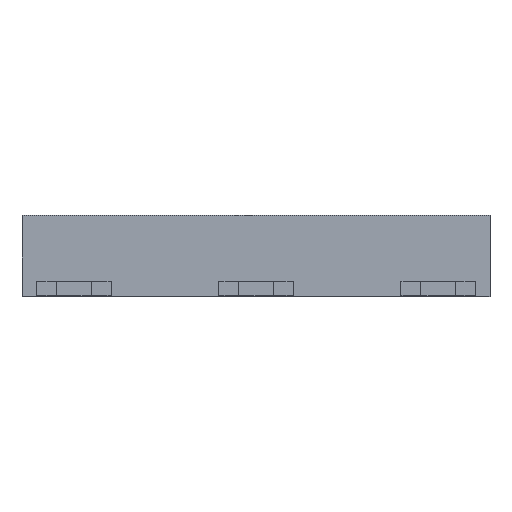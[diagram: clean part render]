
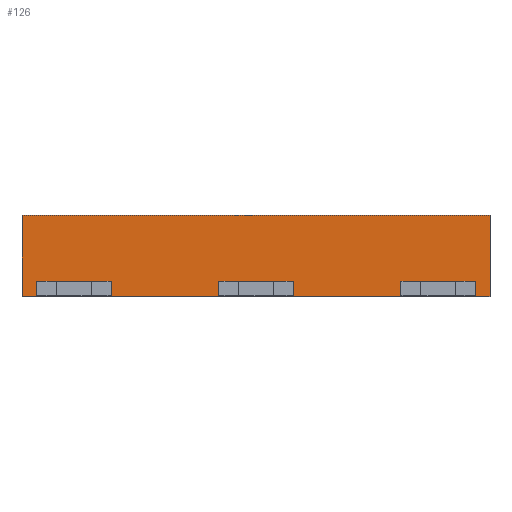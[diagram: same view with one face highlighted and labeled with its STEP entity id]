
A CAD part, top view. The second image highlights one B-rep face of the part: STEP entity #126.
In plain terms, the highlighted planar face has unit normal (0, 0, 1).
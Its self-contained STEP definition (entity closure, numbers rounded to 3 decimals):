
#106=AXIS2_PLACEMENT_3D('Plane Axis2P3D',#103,#104,#105) ;
#43=CARTESIAN_POINT('Vertex',(0.,0.,4.)) ;
#46=CARTESIAN_POINT('Line Origine',(0.,7.,4.)) ;
#50=CARTESIAN_POINT('Vertex',(0.,14.,4.)) ;
#88=CARTESIAN_POINT('Vertex',(80.89,0.,4.)) ;
#91=CARTESIAN_POINT('Line Origine',(40.445,0.,4.)) ;
#103=CARTESIAN_POINT('Axis2P3D Location',(80.89,14.,4.)) ;
#108=CARTESIAN_POINT('Line Origine',(80.89,7.,4.)) ;
#112=CARTESIAN_POINT('Vertex',(80.89,14.,4.)) ;
#115=CARTESIAN_POINT('Line Origine',(40.445,14.,4.)) ;
#47=DIRECTION('Vector Direction',(0.,-1.,0.)) ;
#92=DIRECTION('Vector Direction',(-1.,0.,0.)) ;
#104=DIRECTION('Axis2P3D Direction',(0.,0.,1.)) ;
#105=DIRECTION('Axis2P3D XDirection',(-1.,0.,0.)) ;
#109=DIRECTION('Vector Direction',(0.,-1.,0.)) ;
#116=DIRECTION('Vector Direction',(-1.,0.,0.)) ;
#48=VECTOR('Line Direction',#47,1.) ;
#93=VECTOR('Line Direction',#92,1.) ;
#110=VECTOR('Line Direction',#109,1.) ;
#117=VECTOR('Line Direction',#116,1.) ;
#121=ORIENTED_EDGE('',*,*,#95,.T.) ;
#122=ORIENTED_EDGE('',*,*,#114,.F.) ;
#123=ORIENTED_EDGE('',*,*,#119,.F.) ;
#124=ORIENTED_EDGE('',*,*,#52,.T.) ;
#126=ADVANCED_FACE('Koerper.2',(#125),#107,.T.) ;
#52=EDGE_CURVE('',#51,#44,#49,.T.) ;
#95=EDGE_CURVE('',#44,#89,#94,.F.) ;
#114=EDGE_CURVE('',#113,#89,#111,.T.) ;
#119=EDGE_CURVE('',#51,#113,#118,.F.) ;
#120=EDGE_LOOP('',(#121,#122,#123,#124)) ;
#125=FACE_OUTER_BOUND('',#120,.T.) ;
#49=LINE('Line',#46,#48) ;
#94=LINE('Line',#91,#93) ;
#111=LINE('Line',#108,#110) ;
#118=LINE('Line',#115,#117) ;
#107=PLANE('',#106) ;
#44=VERTEX_POINT('',#43) ;
#51=VERTEX_POINT('',#50) ;
#89=VERTEX_POINT('',#88) ;
#113=VERTEX_POINT('',#112) ;
